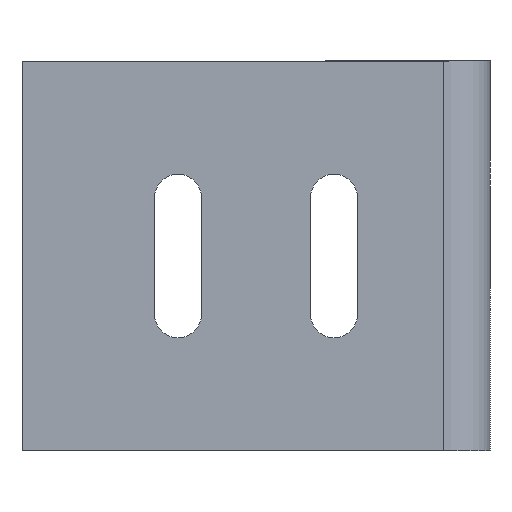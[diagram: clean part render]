
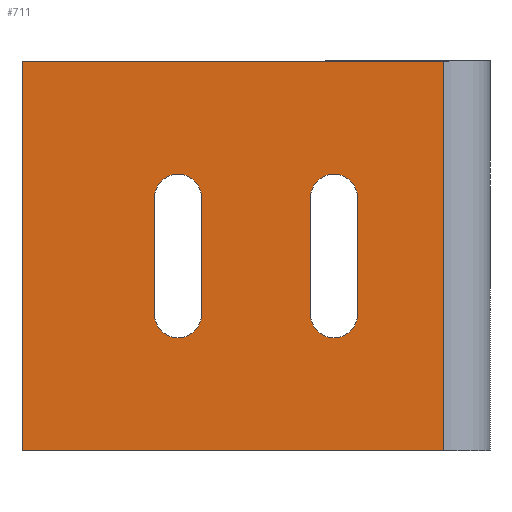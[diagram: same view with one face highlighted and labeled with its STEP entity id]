
A CAD part, left-side view. The second image highlights one B-rep face of the part: STEP entity #711.
In plain terms, the highlighted planar face has unit normal (-1, 0, 0).
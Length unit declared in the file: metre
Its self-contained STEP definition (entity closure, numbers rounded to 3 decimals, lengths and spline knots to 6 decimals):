
#20=CIRCLE('',#756,0.003);
#22=CIRCLE('',#760,0.003);
#24=CIRCLE('',#763,0.003);
#26=CIRCLE('',#767,0.003);
#121=ORIENTED_EDGE('',*,*,#286,.F.);
#122=ORIENTED_EDGE('',*,*,#283,.T.);
#123=ORIENTED_EDGE('',*,*,#280,.F.);
#124=ORIENTED_EDGE('',*,*,#289,.F.);
#125=ORIENTED_EDGE('',*,*,#276,.F.);
#126=ORIENTED_EDGE('',*,*,#273,.T.);
#127=ORIENTED_EDGE('',*,*,#270,.F.);
#128=ORIENTED_EDGE('',*,*,#291,.F.);
#129=ORIENTED_EDGE('',*,*,#266,.T.);
#130=ORIENTED_EDGE('',*,*,#296,.F.);
#131=ORIENTED_EDGE('',*,*,#262,.F.);
#132=ORIENTED_EDGE('',*,*,#293,.T.);
#262=EDGE_CURVE('',#359,#361,#422,.T.);
#266=EDGE_CURVE('',#365,#363,#426,.T.);
#270=EDGE_CURVE('',#367,#369,#20,.F.);
#273=EDGE_CURVE('',#371,#369,#431,.T.);
#276=EDGE_CURVE('',#371,#373,#22,.F.);
#280=EDGE_CURVE('',#375,#377,#24,.F.);
#283=EDGE_CURVE('',#379,#377,#437,.T.);
#286=EDGE_CURVE('',#379,#381,#26,.F.);
#289=EDGE_CURVE('',#381,#375,#441,.T.);
#291=EDGE_CURVE('',#373,#367,#443,.T.);
#293=EDGE_CURVE('',#359,#365,#445,.T.);
#296=EDGE_CURVE('',#361,#363,#448,.T.);
#359=VERTEX_POINT('',#1039);
#361=VERTEX_POINT('',#1042);
#363=VERTEX_POINT('',#1048);
#365=VERTEX_POINT('',#1051);
#367=VERTEX_POINT('',#1057);
#369=VERTEX_POINT('',#1060);
#371=VERTEX_POINT('',#1066);
#373=VERTEX_POINT('',#1072);
#375=VERTEX_POINT('',#1078);
#377=VERTEX_POINT('',#1081);
#379=VERTEX_POINT('',#1087);
#381=VERTEX_POINT('',#1093);
#422=LINE('',#1041,#490);
#426=LINE('',#1050,#494);
#431=LINE('',#1065,#499);
#437=LINE('',#1086,#505);
#441=LINE('',#1098,#509);
#443=LINE('',#1101,#511);
#445=LINE('',#1104,#513);
#448=LINE('',#1109,#516);
#490=VECTOR('',#829,1.);
#494=VECTOR('',#835,1.);
#499=VECTOR('',#848,1.);
#505=VECTOR('',#868,1.);
#509=VECTOR('',#880,1.);
#511=VECTOR('',#884,1.);
#513=VECTOR('',#888,1.);
#516=VECTOR('',#895,1.);
#571=EDGE_LOOP('',(#121,#122,#123,#124));
#572=EDGE_LOOP('',(#125,#126,#127,#128));
#573=EDGE_LOOP('',(#129,#130,#131,#132));
#629=FACE_BOUND('',#571,.T.);
#630=FACE_BOUND('',#572,.T.);
#631=FACE_BOUND('',#573,.T.);
#681=PLANE('',#773);
#711=ADVANCED_FACE('',(#629,#630,#631),#681,.F.);
#756=AXIS2_PLACEMENT_3D('',#1059,#841,#842);
#760=AXIS2_PLACEMENT_3D('',#1071,#853,#854);
#763=AXIS2_PLACEMENT_3D('',#1080,#861,#862);
#767=AXIS2_PLACEMENT_3D('',#1092,#873,#874);
#773=AXIS2_PLACEMENT_3D('',#1108,#893,#894);
#829=DIRECTION('',(0.,-1.,0.));
#835=DIRECTION('',(0.,-1.,0.));
#841=DIRECTION('',(1.,0.,0.));
#842=DIRECTION('',(0.,0.,-1.));
#848=DIRECTION('',(0.,0.,-1.));
#853=DIRECTION('',(1.,0.,0.));
#854=DIRECTION('',(0.,0.,-1.));
#861=DIRECTION('',(1.,0.,0.));
#862=DIRECTION('',(0.,0.,-1.));
#868=DIRECTION('',(0.,0.,-1.));
#873=DIRECTION('',(1.,0.,0.));
#874=DIRECTION('',(0.,0.,-1.));
#880=DIRECTION('',(0.,0.,-1.));
#884=DIRECTION('',(0.,0.,-1.));
#888=DIRECTION('',(0.,0.,-1.));
#893=DIRECTION('',(1.,0.,0.));
#894=DIRECTION('',(0.,0.,-1.));
#895=DIRECTION('',(0.,0.,-1.));
#1039=CARTESIAN_POINT('',(0.,0.06,0.));
#1041=CARTESIAN_POINT('',(0.,0.034984,0.));
#1042=CARTESIAN_POINT('',(0.,0.006,0.));
#1048=CARTESIAN_POINT('',(0.,0.006,-0.05));
#1050=CARTESIAN_POINT('',(0.,0.034984,-0.05));
#1051=CARTESIAN_POINT('',(0.,0.06,-0.05));
#1057=CARTESIAN_POINT('',(0.,0.023,-0.0325));
#1059=CARTESIAN_POINT('',(0.,0.02,-0.0325));
#1060=CARTESIAN_POINT('',(0.,0.017,-0.0325));
#1065=CARTESIAN_POINT('',(0.,0.017,0.));
#1066=CARTESIAN_POINT('',(0.,0.017,-0.0175));
#1071=CARTESIAN_POINT('',(0.,0.02,-0.0175));
#1072=CARTESIAN_POINT('',(0.,0.023,-0.0175));
#1078=CARTESIAN_POINT('',(0.,0.043,-0.0325));
#1080=CARTESIAN_POINT('',(0.,0.04,-0.0325));
#1081=CARTESIAN_POINT('',(0.,0.037,-0.0325));
#1086=CARTESIAN_POINT('',(0.,0.037,0.));
#1087=CARTESIAN_POINT('',(0.,0.037,-0.0175));
#1092=CARTESIAN_POINT('',(0.,0.04,-0.0175));
#1093=CARTESIAN_POINT('',(0.,0.043,-0.0175));
#1098=CARTESIAN_POINT('',(0.,0.043,0.));
#1101=CARTESIAN_POINT('',(0.,0.023,0.));
#1104=CARTESIAN_POINT('',(0.,0.06,0.));
#1108=CARTESIAN_POINT('',(0.,0.034984,0.));
#1109=CARTESIAN_POINT('',(0.,0.006,0.));
